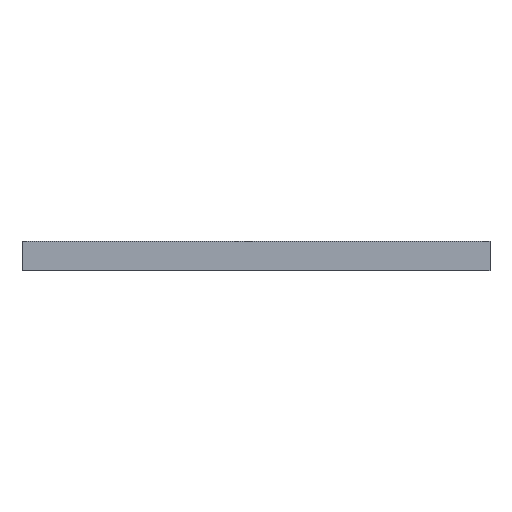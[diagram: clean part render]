
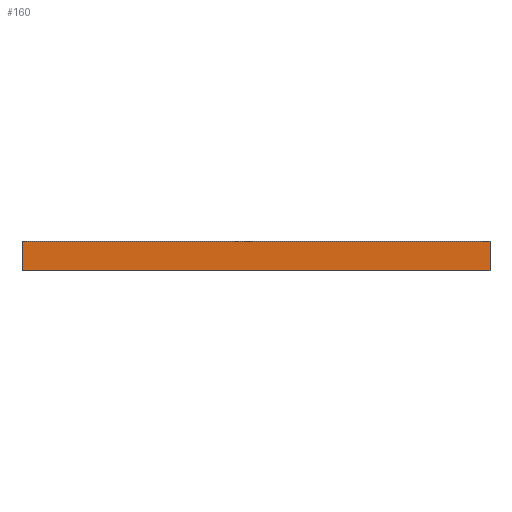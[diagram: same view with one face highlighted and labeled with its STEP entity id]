
A CAD part, front view. The second image highlights one B-rep face of the part: STEP entity #160.
In plain terms, the highlighted planar face has unit normal (0, -1, 0).
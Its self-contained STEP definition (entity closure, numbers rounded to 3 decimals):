
#45 = VECTOR ( 'NONE', #340, 1000. ) ;
#57 = LINE ( 'NONE', #128, #271 ) ;
#128 = CARTESIAN_POINT ( 'NONE',  ( -300., 20., -912.845 ) ) ;
#156 = DIRECTION ( 'NONE',  ( 0., 0., -1. ) ) ;
#160 = ADVANCED_FACE ( 'NONE', ( #826 ), #846, .F. ) ;
#163 = CARTESIAN_POINT ( 'NONE',  ( 0., 20., -893.845 ) ) ;
#169 = EDGE_CURVE ( 'NONE', #770, #847, #57, .T. ) ;
#191 = CARTESIAN_POINT ( 'NONE',  ( -300., 20., -893.845 ) ) ;
#198 = EDGE_LOOP ( 'NONE', ( #578, #799, #267, #694 ) ) ;
#238 = LINE ( 'NONE', #505, #768 ) ;
#267 = ORIENTED_EDGE ( 'NONE', *, *, #881, .T. ) ;
#271 = VECTOR ( 'NONE', #706, 1000. ) ;
#281 = DIRECTION ( 'NONE',  ( 0., 1., 0. ) ) ;
#282 = VECTOR ( 'NONE', #783, 1000. ) ;
#302 = EDGE_CURVE ( 'NONE', #344, #770, #789, .T. ) ;
#340 = DIRECTION ( 'NONE',  ( -1., 0., 0. ) ) ;
#344 = VERTEX_POINT ( 'NONE', #447 ) ;
#403 = CARTESIAN_POINT ( 'NONE',  ( -300., 20., -893.845 ) ) ;
#425 = VERTEX_POINT ( 'NONE', #191 ) ;
#447 = CARTESIAN_POINT ( 'NONE',  ( 0., 20., -893.845 ) ) ;
#472 = LINE ( 'NONE', #628, #45 ) ;
#505 = CARTESIAN_POINT ( 'NONE',  ( -300., 20., -893.845 ) ) ;
#538 = AXIS2_PLACEMENT_3D ( 'NONE', #403, #281, #614 ) ;
#578 = ORIENTED_EDGE ( 'NONE', *, *, #169, .F. ) ;
#592 = CARTESIAN_POINT ( 'NONE',  ( -300., 20., -912.845 ) ) ;
#614 = DIRECTION ( 'NONE',  ( 1., 0., 0. ) ) ;
#628 = CARTESIAN_POINT ( 'NONE',  ( -300., 20., -893.845 ) ) ;
#694 = ORIENTED_EDGE ( 'NONE', *, *, #702, .T. ) ;
#702 = EDGE_CURVE ( 'NONE', #425, #847, #238, .T. ) ;
#706 = DIRECTION ( 'NONE',  ( -1., 0., 0. ) ) ;
#768 = VECTOR ( 'NONE', #156, 1000. ) ;
#770 = VERTEX_POINT ( 'NONE', #817 ) ;
#783 = DIRECTION ( 'NONE',  ( 0., 0., -1. ) ) ;
#789 = LINE ( 'NONE', #163, #282 ) ;
#799 = ORIENTED_EDGE ( 'NONE', *, *, #302, .F. ) ;
#817 = CARTESIAN_POINT ( 'NONE',  ( 0., 20., -912.845 ) ) ;
#826 = FACE_OUTER_BOUND ( 'NONE', #198, .T. ) ;
#846 = PLANE ( 'NONE',  #538 ) ;
#847 = VERTEX_POINT ( 'NONE', #592 ) ;
#881 = EDGE_CURVE ( 'NONE', #344, #425, #472, .T. ) ;
